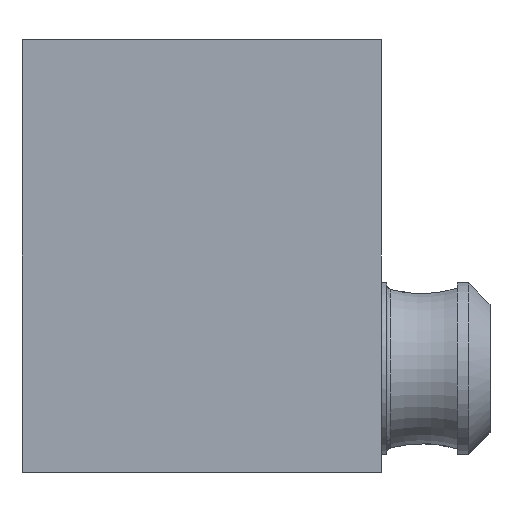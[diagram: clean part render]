
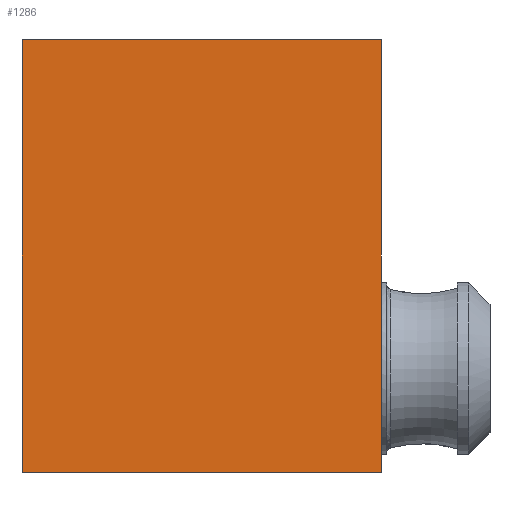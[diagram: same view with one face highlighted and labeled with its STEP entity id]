
A CAD part, front view. The second image highlights one B-rep face of the part: STEP entity #1286.
In plain terms, the highlighted planar face has unit normal (0, -1, 0).
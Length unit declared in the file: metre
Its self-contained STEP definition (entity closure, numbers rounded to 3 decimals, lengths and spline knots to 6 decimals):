
#226=ORIENTED_EDGE('',*,*,#583,.T.);
#227=ORIENTED_EDGE('',*,*,#560,.T.);
#228=ORIENTED_EDGE('',*,*,#542,.T.);
#229=ORIENTED_EDGE('',*,*,#597,.F.);
#542=EDGE_CURVE('',#727,#731,#864,.T.);
#560=EDGE_CURVE('',#749,#727,#870,.T.);
#583=EDGE_CURVE('',#769,#749,#883,.T.);
#597=EDGE_CURVE('',#769,#731,#891,.T.);
#727=VERTEX_POINT('',#1881);
#731=VERTEX_POINT('',#1889);
#749=VERTEX_POINT('',#1927);
#769=VERTEX_POINT('',#1978);
#864=LINE('',#1890,#950);
#870=LINE('',#1926,#956);
#883=LINE('',#1977,#969);
#891=LINE('',#2020,#977);
#950=VECTOR('',#1516,1.);
#956=VECTOR('',#1548,1.);
#969=VECTOR('',#1585,1.);
#977=VECTOR('',#1603,1.);
#1050=EDGE_LOOP('',(#226,#227,#228,#229));
#1160=FACE_BOUND('',#1050,.T.);
#1257=PLANE('',#1396);
#1286=ADVANCED_FACE('',(#1160),#1257,.T.);
#1396=AXIS2_PLACEMENT_3D('',#2019,#1601,#1602);
#1516=DIRECTION('',(0.,0.,-1.));
#1548=DIRECTION('',(-1.,0.,0.));
#1585=DIRECTION('',(0.,0.,1.));
#1601=DIRECTION('',(0.,-1.,0.));
#1602=DIRECTION('',(1.,0.,0.));
#1603=DIRECTION('',(-1.,0.,0.));
#1881=CARTESIAN_POINT('',(-0.004,-0.052,0.0382));
#1889=CARTESIAN_POINT('',(-0.004,-0.052,-0.0015));
#1890=CARTESIAN_POINT('',(-0.004,-0.052,0.0171));
#1926=CARTESIAN_POINT('',(0.01,-0.052,0.0382));
#1927=CARTESIAN_POINT('',(0.029,-0.052,0.0382));
#1977=CARTESIAN_POINT('',(0.029,-0.052,-0.001502));
#1978=CARTESIAN_POINT('',(0.029,-0.052,-0.0015));
#2019=CARTESIAN_POINT('',(0.01,-0.052,0.012));
#2020=CARTESIAN_POINT('',(0.028236,-0.052,-0.0015));
